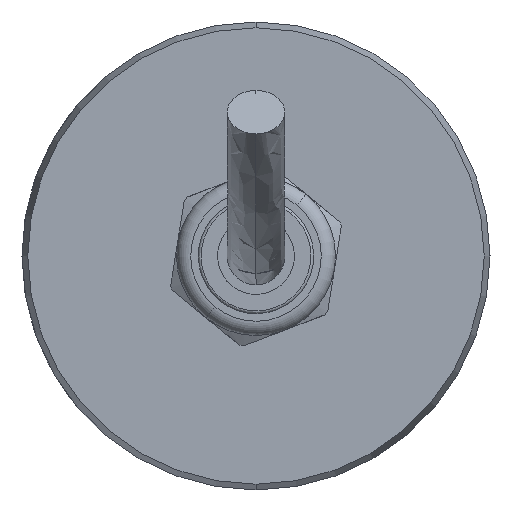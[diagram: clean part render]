
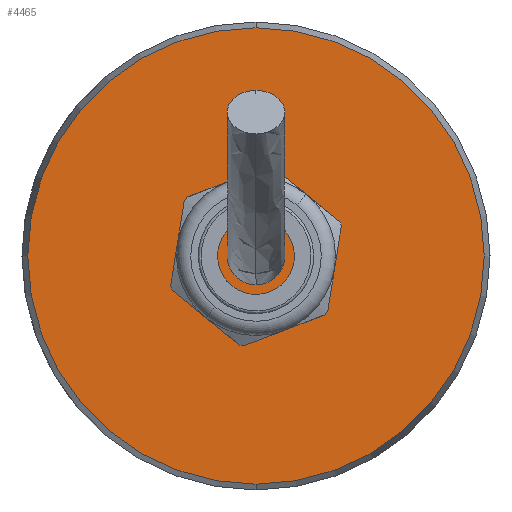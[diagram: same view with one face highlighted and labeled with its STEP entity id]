
A CAD part, left-side view. The second image highlights one B-rep face of the part: STEP entity #4465.
In plain terms, the highlighted planar face has unit normal (-1, 0, 0).
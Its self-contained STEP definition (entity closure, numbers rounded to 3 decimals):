
#330 = ORIENTED_EDGE ( 'NONE', *, *, #528, .T. ) ;
#490 = EDGE_CURVE ( 'NONE', #930, #3537, #4327, .T. ) ;
#528 = EDGE_CURVE ( 'NONE', #3537, #930, #1506, .T. ) ;
#673 = DIRECTION ( 'NONE',  ( -1., 0., 0. ) ) ;
#930 = VERTEX_POINT ( 'NONE', #2297 ) ;
#1435 = CARTESIAN_POINT ( 'NONE',  ( 0., 0., 0. ) ) ;
#1506 = CIRCLE ( 'NONE', #4401, 31.696 ) ;
#1751 = DIRECTION ( 'NONE',  ( 0., -1., 0. ) ) ;
#2297 = CARTESIAN_POINT ( 'NONE',  ( 0., 0., -31.696 ) ) ;
#2689 = CARTESIAN_POINT ( 'NONE',  ( 0., 0., 31.696 ) ) ;
#2849 = AXIS2_PLACEMENT_3D ( 'NONE', #4019, #4817, #1751 ) ;
#3087 = ORIENTED_EDGE ( 'NONE', *, *, #490, .T. ) ;
#3268 = DIRECTION ( 'NONE',  ( 0., 0., 1. ) ) ;
#3287 = CARTESIAN_POINT ( 'NONE',  ( 0., 0., 0. ) ) ;
#3537 = VERTEX_POINT ( 'NONE', #2689 ) ;
#3840 = FACE_OUTER_BOUND ( 'NONE', #3882, .T. ) ;
#3882 = EDGE_LOOP ( 'NONE', ( #3087, #330 ) ) ;
#4019 = CARTESIAN_POINT ( 'NONE',  ( 0., 32.5, 0. ) ) ;
#4036 = DIRECTION ( 'NONE',  ( 0., 0., 1. ) ) ;
#4079 = DIRECTION ( 'NONE',  ( -1., 0., 0. ) ) ;
#4327 = CIRCLE ( 'NONE', #4572, 31.696 ) ;
#4401 = AXIS2_PLACEMENT_3D ( 'NONE', #3287, #673, #3268 ) ;
#4465 = ADVANCED_FACE ( 'NONE', ( #3840 ), #4800, .T. ) ;
#4572 = AXIS2_PLACEMENT_3D ( 'NONE', #1435, #4079, #4036 ) ;
#4800 = PLANE ( 'NONE',  #2849 ) ;
#4817 = DIRECTION ( 'NONE',  ( -1., 0., 0. ) ) ;
